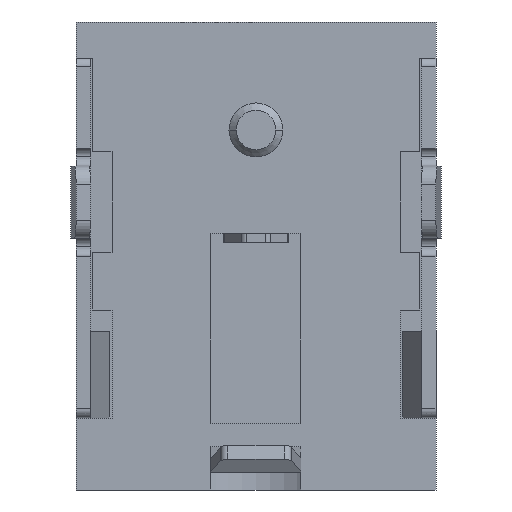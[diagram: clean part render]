
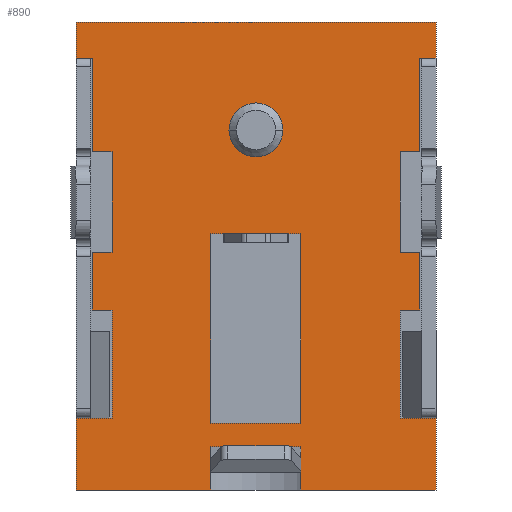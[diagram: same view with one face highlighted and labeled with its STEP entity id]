
A CAD part, front view. The second image highlights one B-rep face of the part: STEP entity #890.
In plain terms, the highlighted planar face has unit normal (0, -1, 0).
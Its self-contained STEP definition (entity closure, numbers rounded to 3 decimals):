
#264 = VERTEX_POINT('',#265);
#265 = CARTESIAN_POINT('',(0.75,-5.,-3.));
#271 = EDGE_CURVE('',#264,#272,#274,.T.);
#272 = VERTEX_POINT('',#273);
#273 = CARTESIAN_POINT('',(-0.75,-5.,-3.));
#274 = CIRCLE('',#275,0.75);
#275 = AXIS2_PLACEMENT_3D('',#276,#277,#278);
#276 = CARTESIAN_POINT('',(0.,-5.,-3.));
#277 = DIRECTION('',(0.,-1.,0.));
#278 = DIRECTION('',(1.,0.,0.));
#609 = EDGE_CURVE('',#272,#264,#610,.T.);
#610 = CIRCLE('',#611,0.75);
#611 = AXIS2_PLACEMENT_3D('',#612,#613,#614);
#612 = CARTESIAN_POINT('',(0.,-5.,-3.));
#613 = DIRECTION('',(0.,-1.,0.));
#614 = DIRECTION('',(1.,0.,0.));
#890 = ADVANCED_FACE('',(#891,#1117,#1151),#1155,.T.);
#891 = FACE_BOUND('',#892,.T.);
#892 = EDGE_LOOP('',(#893,#903,#911,#919,#927,#935,#943,#951,#959,#967,
    #975,#983,#991,#999,#1007,#1015,#1023,#1031,#1039,#1047,#1055,#1063,
    #1071,#1079,#1087,#1095,#1103,#1111));
#893 = ORIENTED_EDGE('',*,*,#894,.F.);
#894 = EDGE_CURVE('',#895,#897,#899,.T.);
#895 = VERTEX_POINT('',#896);
#896 = CARTESIAN_POINT('',(-1.25,-5.,-11.8));
#897 = VERTEX_POINT('',#898);
#898 = CARTESIAN_POINT('',(-1.25,-5.,-13.));
#899 = LINE('',#900,#901);
#900 = CARTESIAN_POINT('',(-1.25,-5.,-11.8));
#901 = VECTOR('',#902,1.);
#902 = DIRECTION('',(-0.,-0.,-1.));
#903 = ORIENTED_EDGE('',*,*,#904,.F.);
#904 = EDGE_CURVE('',#905,#895,#907,.T.);
#905 = VERTEX_POINT('',#906);
#906 = CARTESIAN_POINT('',(1.25,-5.,-11.8));
#907 = LINE('',#908,#909);
#908 = CARTESIAN_POINT('',(1.25,-5.,-11.8));
#909 = VECTOR('',#910,1.);
#910 = DIRECTION('',(-1.,0.,0.));
#911 = ORIENTED_EDGE('',*,*,#912,.T.);
#912 = EDGE_CURVE('',#905,#913,#915,.T.);
#913 = VERTEX_POINT('',#914);
#914 = CARTESIAN_POINT('',(1.25,-5.,-13.));
#915 = LINE('',#916,#917);
#916 = CARTESIAN_POINT('',(1.25,-5.,-11.8));
#917 = VECTOR('',#918,1.);
#918 = DIRECTION('',(-0.,-0.,-1.));
#919 = ORIENTED_EDGE('',*,*,#920,.T.);
#920 = EDGE_CURVE('',#913,#921,#923,.T.);
#921 = VERTEX_POINT('',#922);
#922 = CARTESIAN_POINT('',(5.,-5.,-13.));
#923 = LINE('',#924,#925);
#924 = CARTESIAN_POINT('',(-5.,-5.,-13.));
#925 = VECTOR('',#926,1.);
#926 = DIRECTION('',(1.,0.,0.));
#927 = ORIENTED_EDGE('',*,*,#928,.T.);
#928 = EDGE_CURVE('',#921,#929,#931,.T.);
#929 = VERTEX_POINT('',#930);
#930 = CARTESIAN_POINT('',(5.,-5.,-11.));
#931 = LINE('',#932,#933);
#932 = CARTESIAN_POINT('',(5.,-5.,-13.));
#933 = VECTOR('',#934,1.);
#934 = DIRECTION('',(0.,0.,1.));
#935 = ORIENTED_EDGE('',*,*,#936,.F.);
#936 = EDGE_CURVE('',#937,#929,#939,.T.);
#937 = VERTEX_POINT('',#938);
#938 = CARTESIAN_POINT('',(4.,-5.,-11.));
#939 = LINE('',#940,#941);
#940 = CARTESIAN_POINT('',(4.,-5.,-11.));
#941 = VECTOR('',#942,1.);
#942 = DIRECTION('',(1.,0.,0.));
#943 = ORIENTED_EDGE('',*,*,#944,.F.);
#944 = EDGE_CURVE('',#945,#937,#947,.T.);
#945 = VERTEX_POINT('',#946);
#946 = CARTESIAN_POINT('',(4.,-5.,-8.));
#947 = LINE('',#948,#949);
#948 = CARTESIAN_POINT('',(4.,-5.,-8.));
#949 = VECTOR('',#950,1.);
#950 = DIRECTION('',(0.,0.,-1.));
#951 = ORIENTED_EDGE('',*,*,#952,.F.);
#952 = EDGE_CURVE('',#953,#945,#955,.T.);
#953 = VERTEX_POINT('',#954);
#954 = CARTESIAN_POINT('',(4.55,-5.,-8.));
#955 = LINE('',#956,#957);
#956 = CARTESIAN_POINT('',(4.55,-5.,-8.));
#957 = VECTOR('',#958,1.);
#958 = DIRECTION('',(-1.,0.,0.));
#959 = ORIENTED_EDGE('',*,*,#960,.F.);
#960 = EDGE_CURVE('',#961,#953,#963,.T.);
#961 = VERTEX_POINT('',#962);
#962 = CARTESIAN_POINT('',(4.55,-5.,-6.4));
#963 = LINE('',#964,#965);
#964 = CARTESIAN_POINT('',(4.55,-5.,-6.4));
#965 = VECTOR('',#966,1.);
#966 = DIRECTION('',(0.,0.,-1.));
#967 = ORIENTED_EDGE('',*,*,#968,.F.);
#968 = EDGE_CURVE('',#969,#961,#971,.T.);
#969 = VERTEX_POINT('',#970);
#970 = CARTESIAN_POINT('',(4.,-5.,-6.4));
#971 = LINE('',#972,#973);
#972 = CARTESIAN_POINT('',(4.,-5.,-6.4));
#973 = VECTOR('',#974,1.);
#974 = DIRECTION('',(1.,0.,0.));
#975 = ORIENTED_EDGE('',*,*,#976,.F.);
#976 = EDGE_CURVE('',#977,#969,#979,.T.);
#977 = VERTEX_POINT('',#978);
#978 = CARTESIAN_POINT('',(4.,-5.,-3.6));
#979 = LINE('',#980,#981);
#980 = CARTESIAN_POINT('',(4.,-5.,-3.6));
#981 = VECTOR('',#982,1.);
#982 = DIRECTION('',(0.,0.,-1.));
#983 = ORIENTED_EDGE('',*,*,#984,.F.);
#984 = EDGE_CURVE('',#985,#977,#987,.T.);
#985 = VERTEX_POINT('',#986);
#986 = CARTESIAN_POINT('',(4.55,-5.,-3.6));
#987 = LINE('',#988,#989);
#988 = CARTESIAN_POINT('',(4.55,-5.,-3.6));
#989 = VECTOR('',#990,1.);
#990 = DIRECTION('',(-1.,0.,0.));
#991 = ORIENTED_EDGE('',*,*,#992,.F.);
#992 = EDGE_CURVE('',#993,#985,#995,.T.);
#993 = VERTEX_POINT('',#994);
#994 = CARTESIAN_POINT('',(4.55,-5.,-1.));
#995 = LINE('',#996,#997);
#996 = CARTESIAN_POINT('',(4.55,-5.,-1.));
#997 = VECTOR('',#998,1.);
#998 = DIRECTION('',(0.,0.,-1.));
#999 = ORIENTED_EDGE('',*,*,#1000,.F.);
#1000 = EDGE_CURVE('',#1001,#993,#1003,.T.);
#1001 = VERTEX_POINT('',#1002);
#1002 = CARTESIAN_POINT('',(5.,-5.,-1.));
#1003 = LINE('',#1004,#1005);
#1004 = CARTESIAN_POINT('',(5.,-5.,-1.));
#1005 = VECTOR('',#1006,1.);
#1006 = DIRECTION('',(-1.,0.,0.));
#1007 = ORIENTED_EDGE('',*,*,#1008,.T.);
#1008 = EDGE_CURVE('',#1001,#1009,#1011,.T.);
#1009 = VERTEX_POINT('',#1010);
#1010 = CARTESIAN_POINT('',(5.,-5.,0.));
#1011 = LINE('',#1012,#1013);
#1012 = CARTESIAN_POINT('',(5.,-5.,-13.));
#1013 = VECTOR('',#1014,1.);
#1014 = DIRECTION('',(0.,0.,1.));
#1015 = ORIENTED_EDGE('',*,*,#1016,.F.);
#1016 = EDGE_CURVE('',#1017,#1009,#1019,.T.);
#1017 = VERTEX_POINT('',#1018);
#1018 = CARTESIAN_POINT('',(-5.,-5.,0.));
#1019 = LINE('',#1020,#1021);
#1020 = CARTESIAN_POINT('',(-5.,-5.,0.));
#1021 = VECTOR('',#1022,1.);
#1022 = DIRECTION('',(1.,0.,0.));
#1023 = ORIENTED_EDGE('',*,*,#1024,.F.);
#1024 = EDGE_CURVE('',#1025,#1017,#1027,.T.);
#1025 = VERTEX_POINT('',#1026);
#1026 = CARTESIAN_POINT('',(-5.,-5.,-1.));
#1027 = LINE('',#1028,#1029);
#1028 = CARTESIAN_POINT('',(-5.,-5.,-13.));
#1029 = VECTOR('',#1030,1.);
#1030 = DIRECTION('',(0.,0.,1.));
#1031 = ORIENTED_EDGE('',*,*,#1032,.F.);
#1032 = EDGE_CURVE('',#1033,#1025,#1035,.T.);
#1033 = VERTEX_POINT('',#1034);
#1034 = CARTESIAN_POINT('',(-4.55,-5.,-1.));
#1035 = LINE('',#1036,#1037);
#1036 = CARTESIAN_POINT('',(-5.,-5.,-1.));
#1037 = VECTOR('',#1038,1.);
#1038 = DIRECTION('',(-1.,0.,0.));
#1039 = ORIENTED_EDGE('',*,*,#1040,.F.);
#1040 = EDGE_CURVE('',#1041,#1033,#1043,.T.);
#1041 = VERTEX_POINT('',#1042);
#1042 = CARTESIAN_POINT('',(-4.55,-5.,-3.6));
#1043 = LINE('',#1044,#1045);
#1044 = CARTESIAN_POINT('',(-4.55,-5.,-1.));
#1045 = VECTOR('',#1046,1.);
#1046 = DIRECTION('',(0.,0.,1.));
#1047 = ORIENTED_EDGE('',*,*,#1048,.F.);
#1048 = EDGE_CURVE('',#1049,#1041,#1051,.T.);
#1049 = VERTEX_POINT('',#1050);
#1050 = CARTESIAN_POINT('',(-4.,-5.,-3.6));
#1051 = LINE('',#1052,#1053);
#1052 = CARTESIAN_POINT('',(-4.55,-5.,-3.6));
#1053 = VECTOR('',#1054,1.);
#1054 = DIRECTION('',(-1.,-0.,-0.));
#1055 = ORIENTED_EDGE('',*,*,#1056,.F.);
#1056 = EDGE_CURVE('',#1057,#1049,#1059,.T.);
#1057 = VERTEX_POINT('',#1058);
#1058 = CARTESIAN_POINT('',(-4.,-5.,-6.4));
#1059 = LINE('',#1060,#1061);
#1060 = CARTESIAN_POINT('',(-4.,-5.,-3.6));
#1061 = VECTOR('',#1062,1.);
#1062 = DIRECTION('',(0.,0.,1.));
#1063 = ORIENTED_EDGE('',*,*,#1064,.F.);
#1064 = EDGE_CURVE('',#1065,#1057,#1067,.T.);
#1065 = VERTEX_POINT('',#1066);
#1066 = CARTESIAN_POINT('',(-4.55,-5.,-6.4));
#1067 = LINE('',#1068,#1069);
#1068 = CARTESIAN_POINT('',(-4.,-5.,-6.4));
#1069 = VECTOR('',#1070,1.);
#1070 = DIRECTION('',(1.,0.,0.));
#1071 = ORIENTED_EDGE('',*,*,#1072,.F.);
#1072 = EDGE_CURVE('',#1073,#1065,#1075,.T.);
#1073 = VERTEX_POINT('',#1074);
#1074 = CARTESIAN_POINT('',(-4.55,-5.,-8.));
#1075 = LINE('',#1076,#1077);
#1076 = CARTESIAN_POINT('',(-4.55,-5.,-6.4));
#1077 = VECTOR('',#1078,1.);
#1078 = DIRECTION('',(0.,0.,1.));
#1079 = ORIENTED_EDGE('',*,*,#1080,.F.);
#1080 = EDGE_CURVE('',#1081,#1073,#1083,.T.);
#1081 = VERTEX_POINT('',#1082);
#1082 = CARTESIAN_POINT('',(-4.,-5.,-8.));
#1083 = LINE('',#1084,#1085);
#1084 = CARTESIAN_POINT('',(-4.55,-5.,-8.));
#1085 = VECTOR('',#1086,1.);
#1086 = DIRECTION('',(-1.,-0.,-0.));
#1087 = ORIENTED_EDGE('',*,*,#1088,.F.);
#1088 = EDGE_CURVE('',#1089,#1081,#1091,.T.);
#1089 = VERTEX_POINT('',#1090);
#1090 = CARTESIAN_POINT('',(-4.,-5.,-11.));
#1091 = LINE('',#1092,#1093);
#1092 = CARTESIAN_POINT('',(-4.,-5.,-8.));
#1093 = VECTOR('',#1094,1.);
#1094 = DIRECTION('',(0.,0.,1.));
#1095 = ORIENTED_EDGE('',*,*,#1096,.F.);
#1096 = EDGE_CURVE('',#1097,#1089,#1099,.T.);
#1097 = VERTEX_POINT('',#1098);
#1098 = CARTESIAN_POINT('',(-5.,-5.,-11.));
#1099 = LINE('',#1100,#1101);
#1100 = CARTESIAN_POINT('',(-4.,-5.,-11.));
#1101 = VECTOR('',#1102,1.);
#1102 = DIRECTION('',(1.,0.,0.));
#1103 = ORIENTED_EDGE('',*,*,#1104,.F.);
#1104 = EDGE_CURVE('',#1105,#1097,#1107,.T.);
#1105 = VERTEX_POINT('',#1106);
#1106 = CARTESIAN_POINT('',(-5.,-5.,-13.));
#1107 = LINE('',#1108,#1109);
#1108 = CARTESIAN_POINT('',(-5.,-5.,-13.));
#1109 = VECTOR('',#1110,1.);
#1110 = DIRECTION('',(0.,0.,1.));
#1111 = ORIENTED_EDGE('',*,*,#1112,.T.);
#1112 = EDGE_CURVE('',#1105,#897,#1113,.T.);
#1113 = LINE('',#1114,#1115);
#1114 = CARTESIAN_POINT('',(-5.,-5.,-13.));
#1115 = VECTOR('',#1116,1.);
#1116 = DIRECTION('',(1.,0.,0.));
#1117 = FACE_BOUND('',#1118,.T.);
#1118 = EDGE_LOOP('',(#1119,#1129,#1137,#1145));
#1119 = ORIENTED_EDGE('',*,*,#1120,.F.);
#1120 = EDGE_CURVE('',#1121,#1123,#1125,.T.);
#1121 = VERTEX_POINT('',#1122);
#1122 = CARTESIAN_POINT('',(-1.25,-5.,-5.875));
#1123 = VERTEX_POINT('',#1124);
#1124 = CARTESIAN_POINT('',(-1.25,-5.,-11.15));
#1125 = LINE('',#1126,#1127);
#1126 = CARTESIAN_POINT('',(-1.25,-5.,-11.15));
#1127 = VECTOR('',#1128,1.);
#1128 = DIRECTION('',(-0.,-0.,-1.));
#1129 = ORIENTED_EDGE('',*,*,#1130,.F.);
#1130 = EDGE_CURVE('',#1131,#1121,#1133,.T.);
#1131 = VERTEX_POINT('',#1132);
#1132 = CARTESIAN_POINT('',(1.25,-5.,-5.875));
#1133 = LINE('',#1134,#1135);
#1134 = CARTESIAN_POINT('',(-1.25,-5.,-5.875));
#1135 = VECTOR('',#1136,1.);
#1136 = DIRECTION('',(-1.,-0.,-0.));
#1137 = ORIENTED_EDGE('',*,*,#1138,.F.);
#1138 = EDGE_CURVE('',#1139,#1131,#1141,.T.);
#1139 = VERTEX_POINT('',#1140);
#1140 = CARTESIAN_POINT('',(1.25,-5.,-11.15));
#1141 = LINE('',#1142,#1143);
#1142 = CARTESIAN_POINT('',(1.25,-5.,-11.15));
#1143 = VECTOR('',#1144,1.);
#1144 = DIRECTION('',(0.,0.,1.));
#1145 = ORIENTED_EDGE('',*,*,#1146,.F.);
#1146 = EDGE_CURVE('',#1123,#1139,#1147,.T.);
#1147 = LINE('',#1148,#1149);
#1148 = CARTESIAN_POINT('',(-1.25,-5.,-11.15));
#1149 = VECTOR('',#1150,1.);
#1150 = DIRECTION('',(1.,0.,0.));
#1151 = FACE_BOUND('',#1152,.T.);
#1152 = EDGE_LOOP('',(#1153,#1154));
#1153 = ORIENTED_EDGE('',*,*,#609,.F.);
#1154 = ORIENTED_EDGE('',*,*,#271,.F.);
#1155 = PLANE('',#1156);
#1156 = AXIS2_PLACEMENT_3D('',#1157,#1158,#1159);
#1157 = CARTESIAN_POINT('',(-5.,-5.,-13.));
#1158 = DIRECTION('',(0.,-1.,0.));
#1159 = DIRECTION('',(1.,0.,0.));
